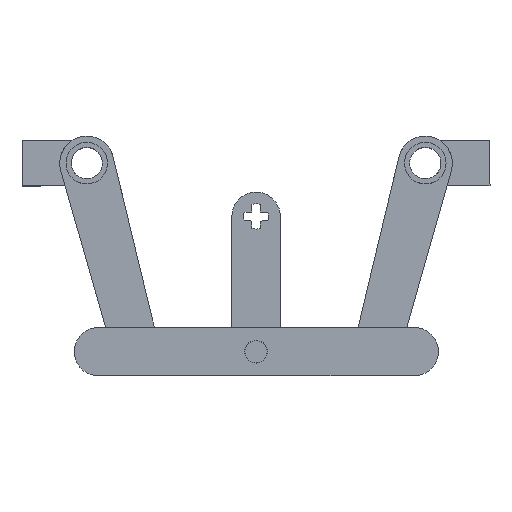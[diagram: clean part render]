
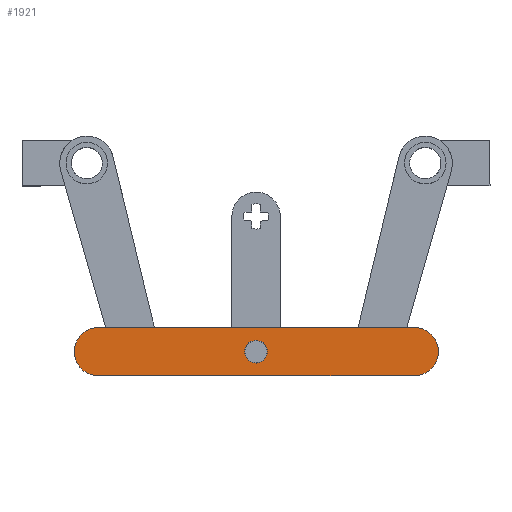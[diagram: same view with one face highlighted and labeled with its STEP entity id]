
A CAD part, top view. The second image highlights one B-rep face of the part: STEP entity #1921.
In plain terms, the highlighted planar face has unit normal (0, 0, 1).
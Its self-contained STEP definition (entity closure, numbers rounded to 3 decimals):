
#44=FACE_BOUND('',#643,.T.);
#170=LINE('',#2991,#362);
#174=LINE('',#3003,#366);
#362=VECTOR('',#2428,10.);
#366=VECTOR('',#2442,10.);
#533=FACE_OUTER_BOUND('',#642,.T.);
#642=EDGE_LOOP('',(#1511,#1512,#1513,#1514));
#643=EDGE_LOOP('',(#1515));
#747=CIRCLE('',#2071,5.);
#748=CIRCLE('',#2073,5.);
#749=CIRCLE('',#2074,2.35);
#874=VERTEX_POINT('',#2988);
#875=VERTEX_POINT('',#2990);
#877=VERTEX_POINT('',#2998);
#878=VERTEX_POINT('',#3002);
#879=VERTEX_POINT('',#3005);
#1104=EDGE_CURVE('',#874,#875,#170,.T.);
#1108=EDGE_CURVE('',#877,#875,#747,.T.);
#1110=EDGE_CURVE('',#878,#877,#174,.T.);
#1111=EDGE_CURVE('',#874,#878,#748,.T.);
#1112=EDGE_CURVE('',#879,#879,#749,.T.);
#1511=ORIENTED_EDGE('',*,*,#1110,.T.);
#1512=ORIENTED_EDGE('',*,*,#1108,.T.);
#1513=ORIENTED_EDGE('',*,*,#1104,.F.);
#1514=ORIENTED_EDGE('',*,*,#1111,.T.);
#1515=ORIENTED_EDGE('',*,*,#1112,.F.);
#1837=PLANE('',#2072);
#1921=ADVANCED_FACE('',(#533,#44),#1837,.T.);
#2071=AXIS2_PLACEMENT_3D('',#2999,#2437,#2438);
#2072=AXIS2_PLACEMENT_3D('',#3001,#2440,#2441);
#2073=AXIS2_PLACEMENT_3D('',#3004,#2443,#2444);
#2074=AXIS2_PLACEMENT_3D('',#3006,#2445,#2446);
#2428=DIRECTION('',(-1.,0.,0.));
#2437=DIRECTION('center_axis',(0.,0.,
1.));
#2438=DIRECTION('ref_axis',(-1.,0.,0.));
#2440=DIRECTION('center_axis',(0.,0.,
1.));
#2441=DIRECTION('ref_axis',(-1.,0.,0.));
#2442=DIRECTION('',(-1.,0.,0.));
#2443=DIRECTION('center_axis',(0.,0.,
1.));
#2444=DIRECTION('ref_axis',(-1.,0.,0.));
#2445=DIRECTION('center_axis',(0.,0.,
1.));
#2446=DIRECTION('ref_axis',(-1.,0.,0.));
#2988=CARTESIAN_POINT('',(37.574,15.45,50.976));
#2990=CARTESIAN_POINT('',(-27.755,15.45,50.976));
#2991=CARTESIAN_POINT('',(-8.583,15.45,50.976));
#2998=CARTESIAN_POINT('',(-27.755,25.45,50.976));
#2999=CARTESIAN_POINT('Origin',(-27.755,20.45,50.976));
#3001=CARTESIAN_POINT('Origin',(4.968,20.45,50.976));
#3002=CARTESIAN_POINT('',(37.574,25.45,50.976));
#3003=CARTESIAN_POINT('',(-22.135,25.45,50.976));
#3004=CARTESIAN_POINT('Origin',(37.574,20.45,50.976));
#3005=CARTESIAN_POINT('',(7.316,20.45,50.976));
#3006=CARTESIAN_POINT('Origin',(4.966,20.45,50.976));
